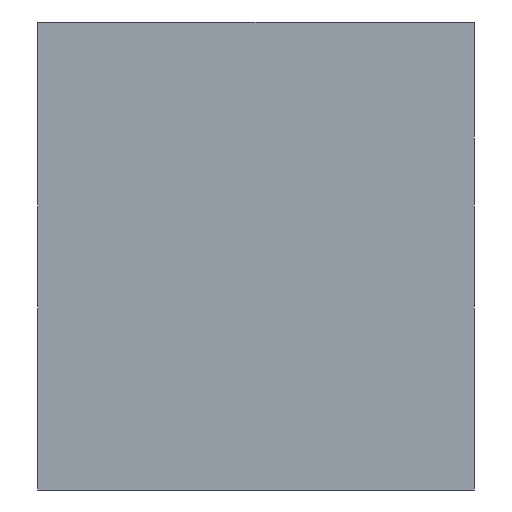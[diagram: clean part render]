
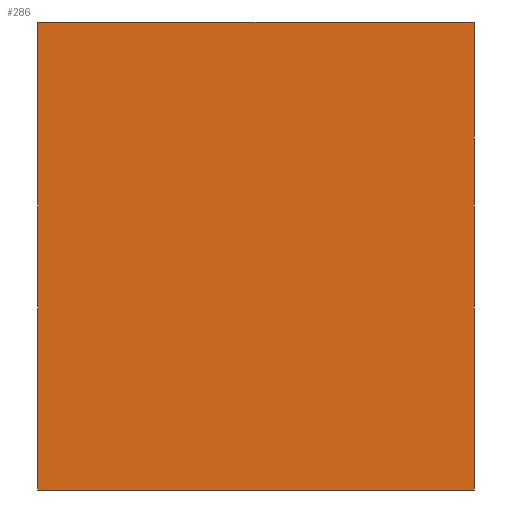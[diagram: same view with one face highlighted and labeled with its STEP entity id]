
A CAD part, front view. The second image highlights one B-rep face of the part: STEP entity #286.
In plain terms, the highlighted planar face has unit normal (0, -1, 0).
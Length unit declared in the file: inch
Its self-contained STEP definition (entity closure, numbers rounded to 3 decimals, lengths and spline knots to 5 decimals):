
#28=PLANE('',#336);
#44=FACE_OUTER_BOUND('',#64,.T.);
#64=EDGE_LOOP('',(#253,#254,#255,#256));
#81=LINE('',#467,#107);
#89=LINE('',#492,#115);
#91=LINE('',#498,#117);
#92=LINE('',#499,#118);
#107=VECTOR('',#381,0.3937);
#115=VECTOR('',#409,0.3937);
#117=VECTOR('',#417,0.3937);
#118=VECTOR('',#418,0.3937);
#145=VERTEX_POINT('',#464);
#146=VERTEX_POINT('',#466);
#152=VERTEX_POINT('',#488);
#153=VERTEX_POINT('',#490);
#175=EDGE_CURVE('',#146,#145,#81,.T.);
#188=EDGE_CURVE('',#153,#152,#89,.T.);
#191=EDGE_CURVE('',#145,#152,#91,.T.);
#192=EDGE_CURVE('',#146,#153,#92,.T.);
#253=ORIENTED_EDGE('',*,*,#175,.T.);
#254=ORIENTED_EDGE('',*,*,#191,.T.);
#255=ORIENTED_EDGE('',*,*,#188,.F.);
#256=ORIENTED_EDGE('',*,*,#192,.F.);
#286=ADVANCED_FACE('',(#44),#28,.T.);
#336=AXIS2_PLACEMENT_3D('',#497,#415,#416);
#381=DIRECTION('',(1.,0.,0.));
#409=DIRECTION('',(1.,0.,0.));
#415=DIRECTION('center_axis',(0.,-1.,0.));
#416=DIRECTION('ref_axis',(1.,0.,0.));
#417=DIRECTION('',(0.,0.,1.));
#418=DIRECTION('',(0.,0.,1.));
#464=CARTESIAN_POINT('',(0.9,0.,0.));
#466=CARTESIAN_POINT('',(-0.9,0.,0.));
#467=CARTESIAN_POINT('',(-0.9,0.,0.));
#488=CARTESIAN_POINT('',(0.9,0.,1.92913));
#490=CARTESIAN_POINT('',(-0.9,0.,1.92913));
#492=CARTESIAN_POINT('',(-0.9,0.,1.92913));
#497=CARTESIAN_POINT('Origin',(-0.9,0.,0.));
#498=CARTESIAN_POINT('',(0.9,0.,0.));
#499=CARTESIAN_POINT('',(-0.9,0.,0.));
